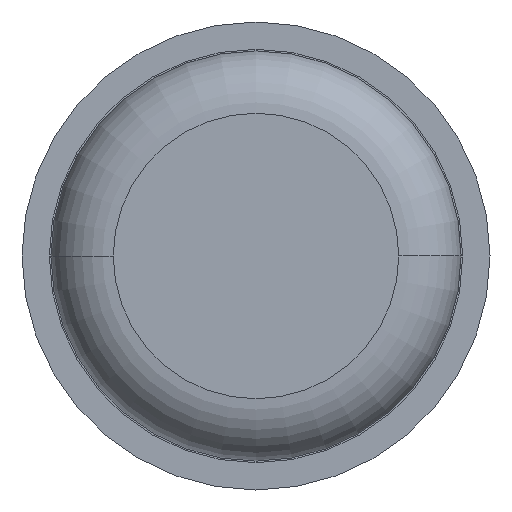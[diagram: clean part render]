
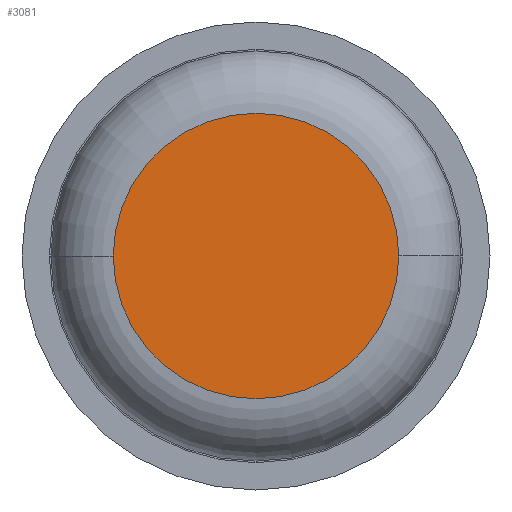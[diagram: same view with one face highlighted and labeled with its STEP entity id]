
A CAD part, front view. The second image highlights one B-rep face of the part: STEP entity #3081.
In plain terms, the highlighted planar face has unit normal (0, -1, 0).
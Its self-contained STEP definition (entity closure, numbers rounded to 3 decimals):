
#111 = EDGE_CURVE ( 'Defeature ausgef�hrt1_6+Defeature ausgef�hrt1_7+Defeature ausgef�hrt1_7+Defeature ausgef�hrt1_7', #809, #1142, #1948, .T. ) ;
#119 = ORIENTED_EDGE ( 'NONE', *, *, #111, .T. ) ;
#420 = ORIENTED_EDGE ( 'NONE', *, *, #431, .T. ) ;
#431 = EDGE_CURVE ( 'Defeature ausgef�hrt1_6+Defeature ausgef�hrt1_7+Defeature ausgef�hrt1_7+Defeature ausgef�hrt1_7', #1142, #809, #1486, .T. ) ;
#506 = DIRECTION ( 'NONE',  ( -1., 0., 0. ) ) ;
#652 = CARTESIAN_POINT ( 'NONE',  ( 0., 0., 0. ) ) ;
#809 = VERTEX_POINT ( 'NONE', #2096 ) ;
#872 = CARTESIAN_POINT ( 'NONE',  ( 0., 0., 0. ) ) ;
#1097 = DIRECTION ( 'NONE',  ( 0., -1., 0. ) ) ;
#1142 = VERTEX_POINT ( 'NONE', #2357 ) ;
#1177 = CARTESIAN_POINT ( 'NONE',  ( 0., 0., 0. ) ) ;
#1362 = PLANE ( 'NONE',  #3580 ) ;
#1486 = CIRCLE ( 'NONE', #2181, 0.915 ) ;
#1537 = AXIS2_PLACEMENT_3D ( 'NONE', #872, #1097, #506 ) ;
#1729 = FACE_OUTER_BOUND ( 'NONE', #2210, .T. ) ;
#1948 = CIRCLE ( 'NONE', #1537, 0.915 ) ;
#2096 = CARTESIAN_POINT ( 'NONE',  ( -0.915, 0., 0. ) ) ;
#2181 = AXIS2_PLACEMENT_3D ( 'NONE', #1177, #2216, #3673 ) ;
#2210 = EDGE_LOOP ( 'NONE', ( #119, #420 ) ) ;
#2216 = DIRECTION ( 'NONE',  ( 0., -1., 0. ) ) ;
#2357 = CARTESIAN_POINT ( 'NONE',  ( 0.915, 0., 0. ) ) ;
#3081 = ADVANCED_FACE ( 'Defeature ausgef�hrt1_6', ( #1729 ), #1362, .F. ) ;
#3204 = DIRECTION ( 'NONE',  ( 0., 1., 0. ) ) ;
#3235 = DIRECTION ( 'NONE',  ( -1., 0., 0. ) ) ;
#3580 = AXIS2_PLACEMENT_3D ( 'NONE', #652, #3204, #3235 ) ;
#3673 = DIRECTION ( 'NONE',  ( -1., 0., 0. ) ) ;
